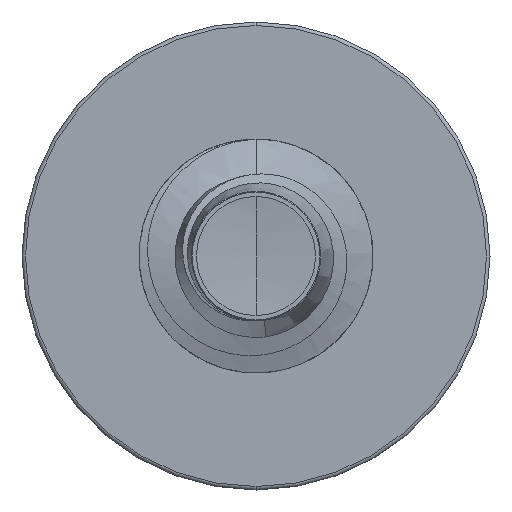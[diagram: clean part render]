
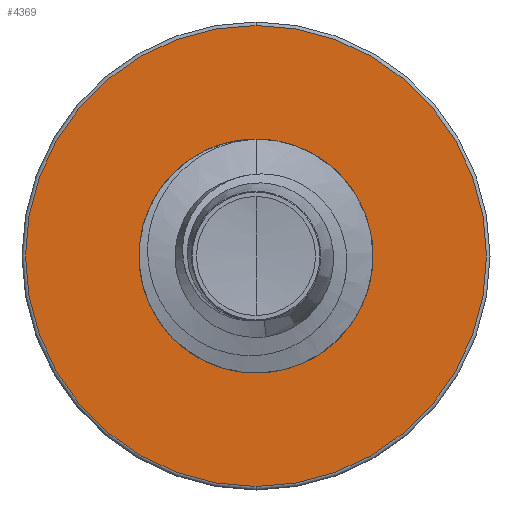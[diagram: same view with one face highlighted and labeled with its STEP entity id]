
A CAD part, front view. The second image highlights one B-rep face of the part: STEP entity #4369.
In plain terms, the highlighted planar face has unit normal (0, -1, 0).
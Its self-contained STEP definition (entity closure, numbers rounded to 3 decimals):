
#58 = AXIS2_PLACEMENT_3D ( 'NONE', #4639, #4637, #4628 ) ;
#750 = AXIS2_PLACEMENT_3D ( 'NONE', #6116, #6065, #6056 ) ;
#757 = CIRCLE ( 'NONE', #5679, 1.379 ) ;
#1274 = ORIENTED_EDGE ( 'NONE', *, *, #5466, .F. ) ;
#1324 = ORIENTED_EDGE ( 'NONE', *, *, #5895, .F. ) ;
#1385 = CIRCLE ( 'NONE', #7803, 1.379 ) ;
#1395 = FACE_BOUND ( 'NONE', #3181, .T. ) ;
#1436 = ORIENTED_EDGE ( 'NONE', *, *, #5482, .T. ) ;
#1514 = ORIENTED_EDGE ( 'NONE', *, *, #4955, .T. ) ;
#1761 = CIRCLE ( 'NONE', #58, 0.693 ) ;
#2140 = DIRECTION ( 'NONE',  ( 0., 0., 1. ) ) ;
#2143 = DIRECTION ( 'NONE',  ( 0., 1., 0. ) ) ;
#2155 = CARTESIAN_POINT ( 'NONE',  ( 0., 2.5, 0. ) ) ;
#2178 = DIRECTION ( 'NONE',  ( 0., 0., 1. ) ) ;
#2181 = DIRECTION ( 'NONE',  ( 0., 1., 0. ) ) ;
#2191 = CARTESIAN_POINT ( 'NONE',  ( 0., 2.5, 0. ) ) ;
#2227 = CARTESIAN_POINT ( 'NONE',  ( 0., 2.5, 0.693 ) ) ;
#2235 = VERTEX_POINT ( 'NONE', #6784 ) ;
#2294 = AXIS2_PLACEMENT_3D ( 'NONE', #2155, #2143, #2140 ) ;
#3021 = FACE_OUTER_BOUND ( 'NONE', #8828, .T. ) ;
#3181 = EDGE_LOOP ( 'NONE', ( #1436, #1514 ) ) ;
#3612 = CARTESIAN_POINT ( 'NONE',  ( 0., 2.5, 1.379 ) ) ;
#4369 = ADVANCED_FACE ( 'NONE', ( #3021, #1395 ), #6069, .F. ) ;
#4628 = DIRECTION ( 'NONE',  ( 0., 0., 1. ) ) ;
#4637 = DIRECTION ( 'NONE',  ( 0., 1., 0. ) ) ;
#4639 = CARTESIAN_POINT ( 'NONE',  ( 0., 2.5, 0. ) ) ;
#4955 = EDGE_CURVE ( 'NONE', #2235, #5496, #1761, .T. ) ;
#5194 = VERTEX_POINT ( 'NONE', #3612 ) ;
#5466 = EDGE_CURVE ( 'NONE', #5194, #7710, #757, .T. ) ;
#5482 = EDGE_CURVE ( 'NONE', #5496, #2235, #5490, .T. ) ;
#5490 = CIRCLE ( 'NONE', #2294, 0.693 ) ;
#5496 = VERTEX_POINT ( 'NONE', #2227 ) ;
#5679 = AXIS2_PLACEMENT_3D ( 'NONE', #2191, #2181, #2178 ) ;
#5895 = EDGE_CURVE ( 'NONE', #7710, #5194, #1385, .T. ) ;
#6056 = DIRECTION ( 'NONE',  ( 0., 0., 1. ) ) ;
#6065 = DIRECTION ( 'NONE',  ( 0., 1., 0. ) ) ;
#6069 = PLANE ( 'NONE',  #750 ) ;
#6116 = CARTESIAN_POINT ( 'NONE',  ( 0., 2.5, -0.693 ) ) ;
#6656 = CARTESIAN_POINT ( 'NONE',  ( 0., 2.5, -1.379 ) ) ;
#6784 = CARTESIAN_POINT ( 'NONE',  ( 0., 2.5, -0.693 ) ) ;
#7710 = VERTEX_POINT ( 'NONE', #6656 ) ;
#7803 = AXIS2_PLACEMENT_3D ( 'NONE', #9081, #9074, #9069 ) ;
#8828 = EDGE_LOOP ( 'NONE', ( #1274, #1324 ) ) ;
#9069 = DIRECTION ( 'NONE',  ( 0., 0., 1. ) ) ;
#9074 = DIRECTION ( 'NONE',  ( 0., 1., 0. ) ) ;
#9081 = CARTESIAN_POINT ( 'NONE',  ( 0., 2.5, 0. ) ) ;
